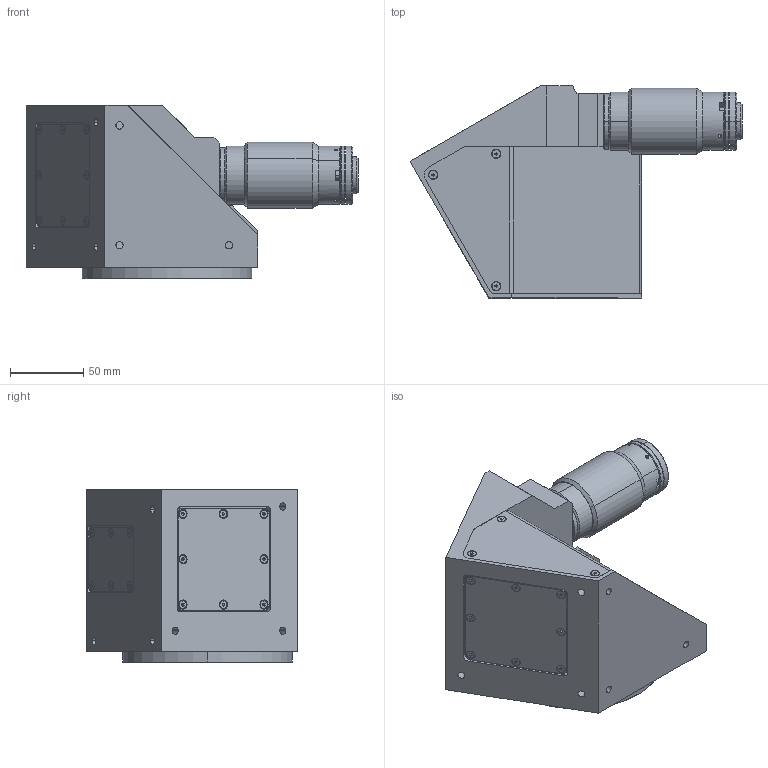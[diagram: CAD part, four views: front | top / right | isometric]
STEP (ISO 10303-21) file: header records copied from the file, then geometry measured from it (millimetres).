
FILE_DESCRIPTION (( 'STEP AP203' ), '1' );
FILE_NAME ('DP23979-C_TCCR4M080-C.step', '2022-02-18T11:38:29', ( '' ), ( '' ), 'SwSTEP 2.0', 'SolidWorks 2021', '' );
FILE_SCHEMA (( 'CONFIG_CONTROL_DESIGN' ));
Length unit declared in the file: millimetre
Products named in the file (1): DP23979-C_TCCR4M080-C
Bounding box: 227.17 x 145 x 118.9 mm (x, y, z)
Surface area: 119053.3 mm2 (no closed solid volume)
Topology: 0 solids, 51 shells, 348 faces, 1131 edges, 801 vertices
Faces by surface type: plane 132, cylinder 118, cone 96, sphere 2
Entity records: 12453 total; most frequent: CARTESIAN_POINT 2479, DIRECTION 2194, ORIENTED_EDGE 1680, EDGE_CURVE 1095, VERTEX_POINT 801, AXIS2_PLACEMENT_3D 776, VECTOR 642, LINE 642
